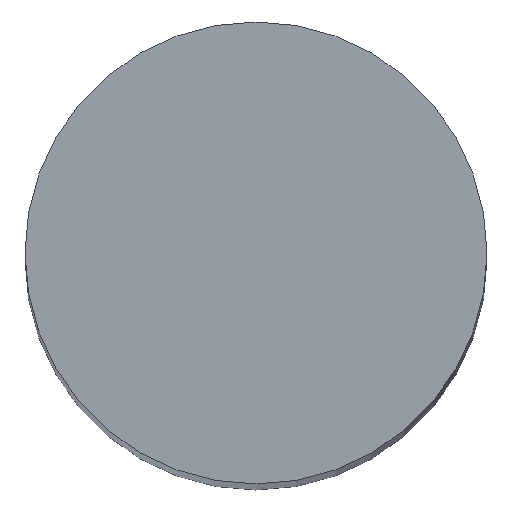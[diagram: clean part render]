
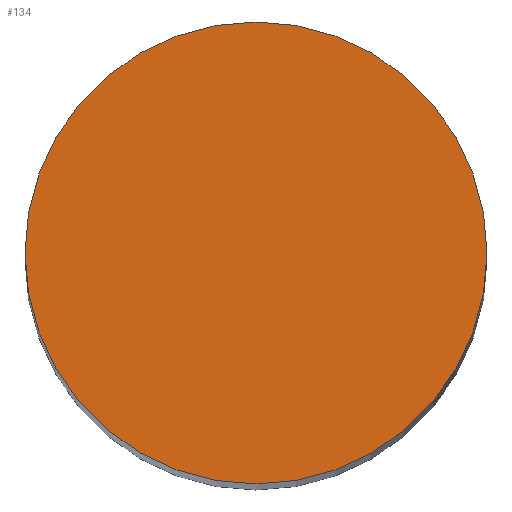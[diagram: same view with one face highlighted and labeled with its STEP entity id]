
A CAD part, top view. The second image highlights one B-rep face of the part: STEP entity #134.
In plain terms, the highlighted planar face has unit normal (0, 0, 1).
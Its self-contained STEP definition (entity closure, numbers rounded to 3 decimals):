
#11 = CARTESIAN_POINT ( 'NONE',  ( 0., 0., 75. ) ) ;
#14 = ORIENTED_EDGE ( 'NONE', *, *, #127, .T. ) ;
#15 = VERTEX_POINT ( 'NONE', #78 ) ;
#16 = EDGE_CURVE ( 'NONE', #49, #15, #99, .T. ) ;
#23 = CARTESIAN_POINT ( 'NONE',  ( 0., 0., 75. ) ) ;
#38 = DIRECTION ( 'NONE',  ( 1., 0., 0. ) ) ;
#42 = DIRECTION ( 'NONE',  ( 0., 0., 1. ) ) ;
#47 = DIRECTION ( 'NONE',  ( 1., 0., 0. ) ) ;
#49 = VERTEX_POINT ( 'NONE', #88 ) ;
#51 = ORIENTED_EDGE ( 'NONE', *, *, #16, .T. ) ;
#58 = PLANE ( 'NONE',  #107 ) ;
#61 = FACE_OUTER_BOUND ( 'NONE', #112, .T. ) ;
#70 = CIRCLE ( 'NONE', #82, 5. ) ;
#71 = CARTESIAN_POINT ( 'NONE',  ( 0., 0., 75. ) ) ;
#78 = CARTESIAN_POINT ( 'NONE',  ( 5., 0., 75. ) ) ;
#82 = AXIS2_PLACEMENT_3D ( 'NONE', #23, #42, #119 ) ;
#88 = CARTESIAN_POINT ( 'NONE',  ( -5., 0., 75. ) ) ;
#99 = CIRCLE ( 'NONE', #103, 5. ) ;
#103 = AXIS2_PLACEMENT_3D ( 'NONE', #11, #108, #38 ) ;
#107 = AXIS2_PLACEMENT_3D ( 'NONE', #71, #130, #47 ) ;
#108 = DIRECTION ( 'NONE',  ( 0., 0., 1. ) ) ;
#112 = EDGE_LOOP ( 'NONE', ( #51, #14 ) ) ;
#119 = DIRECTION ( 'NONE',  ( 1., 0., 0. ) ) ;
#127 = EDGE_CURVE ( 'NONE', #15, #49, #70, .T. ) ;
#130 = DIRECTION ( 'NONE',  ( 0., 0., 1. ) ) ;
#134 = ADVANCED_FACE ( 'NONE', ( #61 ), #58, .T. ) ;
